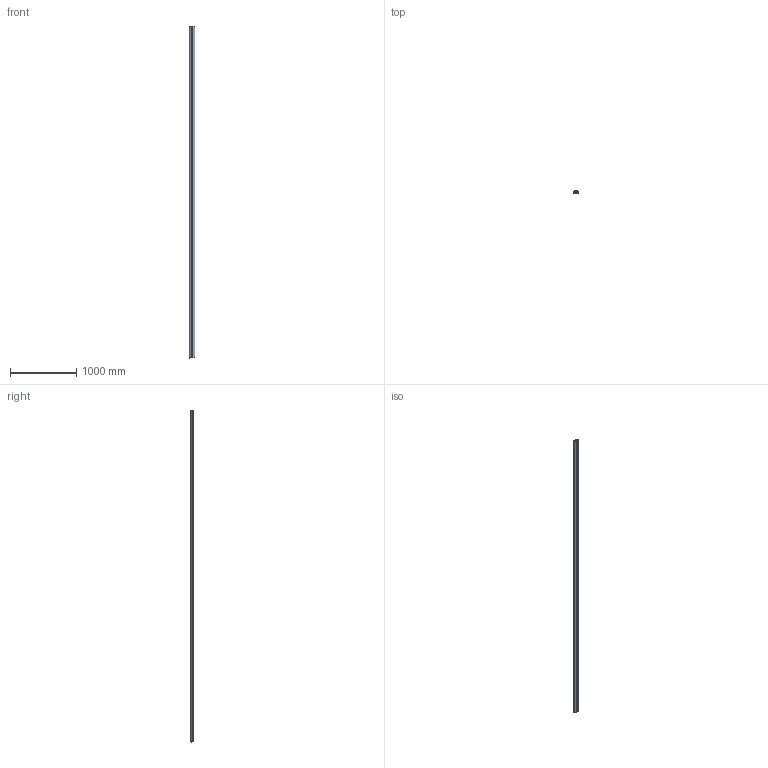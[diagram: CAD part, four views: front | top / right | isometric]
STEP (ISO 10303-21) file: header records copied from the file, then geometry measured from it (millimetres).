
FILE_DESCRIPTION (( 'STEP AP214' ), '1' );
FILE_NAME ('A_6920-080.STEP', '2021-04-14T06:06:08', ( '' ), ( '' ), 'SwSTEP 2.0', 'SolidWorks 2019', '' );
FILE_SCHEMA (( 'AUTOMOTIVE_DESIGN' ));
Length unit declared in the file: millimetre
Products named in the file (1): A_6920-080
Bounding box: 80 x 38.52 x 5000 mm (x, y, z)
Volume: 1787535.4 mm3; surface area: 2341347.2 mm2
Topology: 1 solids, 1 shells, 20 faces, 54 edges, 36 vertices
Faces by surface type: cylinder 8, plane 8, bspline 4
Entity records: 795 total; most frequent: CARTESIAN_POINT 271, ORIENTED_EDGE 108, DIRECTION 96, EDGE_CURVE 54, VERTEX_POINT 36, AXIS2_PLACEMENT_3D 33, VECTOR 30, LINE 30
